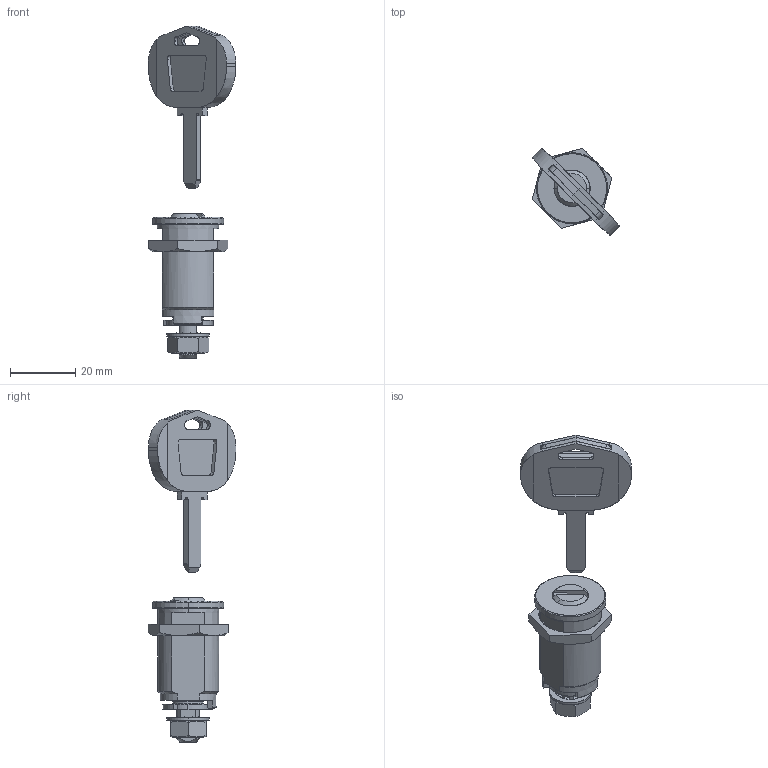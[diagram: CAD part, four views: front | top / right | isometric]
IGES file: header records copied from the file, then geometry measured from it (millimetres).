
Start section: SolidWorks IGES file using analytic representation for surfaces
Global section: file name: C-288-L.IGS; native system: SolidWorks 2006 by SolidWorks Corporation; preprocessor: SolidWorks 2006 by SolidWorks Corporation; author: 5sw; date: 070130.134049; units: millimetre
Bounding box: 26.92 x 26.96 x 102 mm (x, y, z)
Surface area: 10447.3 mm2 (no closed solid volume)
Topology: 0 solids, 0 shells, 330 faces, 3765 edges, 3765 vertices
Faces by surface type: bspline 208, revolution 122
